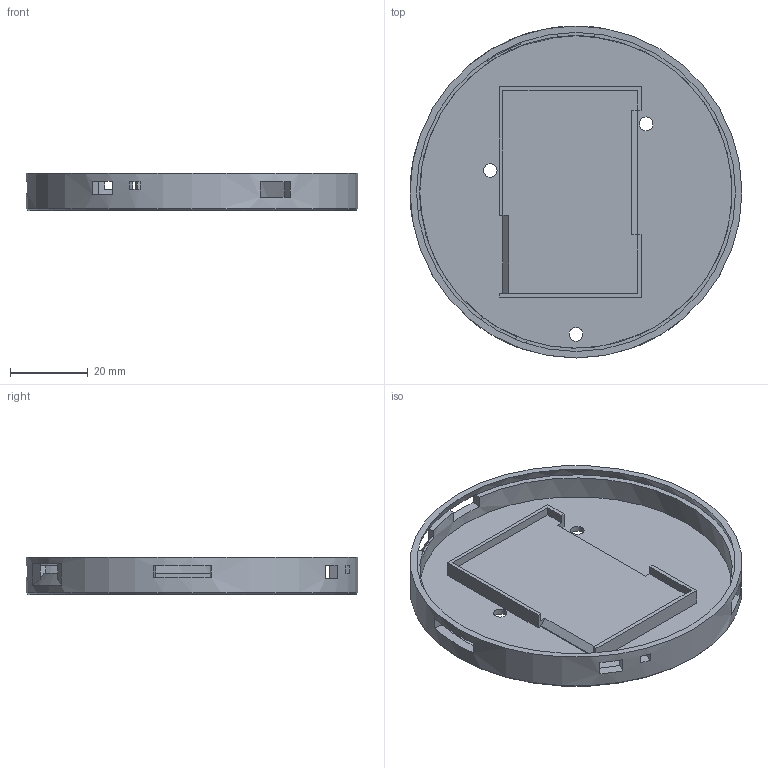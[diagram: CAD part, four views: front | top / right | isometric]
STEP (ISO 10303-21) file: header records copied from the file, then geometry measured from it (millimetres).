
FILE_DESCRIPTION(/* description */ (''),/* implementation_level */ '2;1');
FILE_NAME(/* name */ 'eccn24_back.step',/* time_stamp */ '2024-07-20T09:41:19-04:00',/* author */ (''),/* organization */ (''),/* preprocessor_version */ 'ST-DEVELOPER v20',/* originating_system */ 'Autodesk Translation Framework v13.14.0.145',/* authorisation */ '');
FILE_SCHEMA (('AUTOMOTIVE_DESIGN { 1 0 10303 214 3 1 1 }'));
Length unit declared in the file: millimetre
Products named in the file (1): eccn24_back
Bounding box: 85.15 x 85.15 x 9.5 mm (x, y, z)
Volume: 16197.2 mm3; surface area: 16762.9 mm2
Topology: 1 solids, 1 shells, 65 faces, 194 edges, 126 vertices
Faces by surface type: plane 56, cylinder 5, cone 4
Full cylindrical faces by diameter (mm): 3.5 x3, 80.15 x1, 85.15 x1
Entity records: 2255 total; most frequent: CARTESIAN_POINT 390, ORIENTED_EDGE 388, DIRECTION 377, EDGE_CURVE 194, LINE 139, VECTOR 139, VERTEX_POINT 126, AXIS2_PLACEMENT_3D 119
